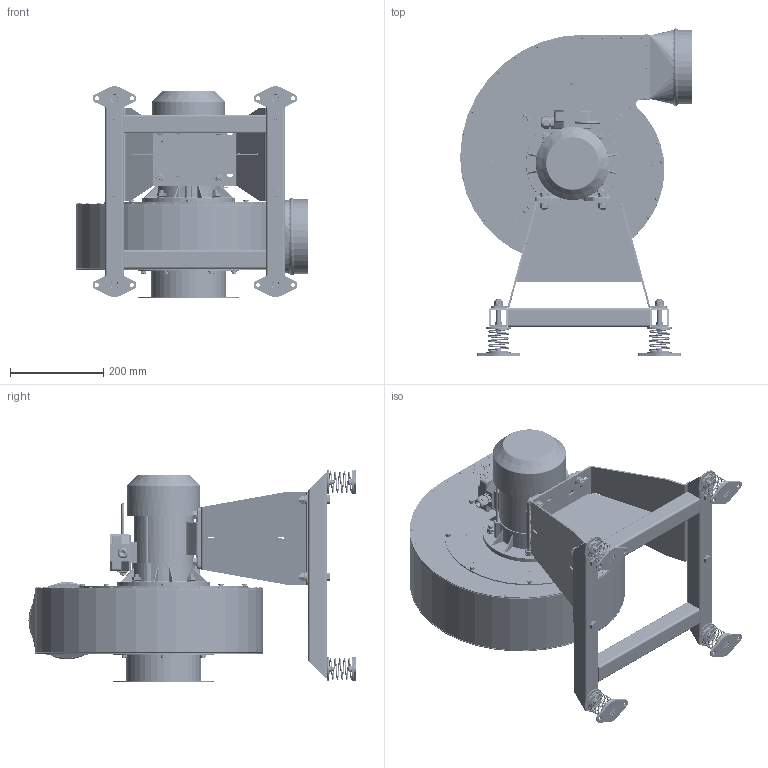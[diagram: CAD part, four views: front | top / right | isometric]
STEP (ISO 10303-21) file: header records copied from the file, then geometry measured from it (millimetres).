
FILE_DESCRIPTION(/* description */ ('801W04; 801W05 WPA-6-S-N'),/* implementation_level */ '2;1');
FILE_NAME(/* name */ '801W04; 801W05 WPA-6-S-N.stp',/* time_stamp */ '2022-05-09T14:14:02+02:00',/* author */ ('a.korpacki'),/* organization */ ('KLIMAWENT S.A.'),/* preprocessor_version */ 'ST-DEVELOPER v18.1',/* originating_system */ 'Autodesk Inventor 2021',/* authorisation */ '');
FILE_SCHEMA (('AUTOMOTIVE_DESIGN { 1 0 10303 214 3 1 1 }'));
Length unit declared in the file: millimetre
Bounding box: 496.38 x 700.63 x 453.5 mm (x, y, z)
Volume: 6358445.2 mm3; surface area: 3270574.2 mm2
Topology: 236 solids, 236 shells, 7506 faces, 18433 edges, 11885 vertices
Faces by surface type: plane 3614, cylinder 1886, bspline 1242, cone 409, torus 332, sphere 23
Full cylindrical faces by diameter (mm): 3 x24, 3.2 x70, 3.3 x6, 3.4 x42, 3.5 x78, 4 x8, 4.3 x8, 4.8 x3, 4.917 x15, 6 x28, 6.2 x6, 6.3 x2, 6.466 x4, 6.5 x84, 6.65 x8, 7 x12, 7.917 x8, 8 x24, 8.376 x12, 8.88 x21, 9 x16, 10 x20, 10.5 x12, 11 x12, 11.63 x4, 12 x5, 12.5 x1, 14 x8, 14.63 x12, 17 x1
Entity records: 251122 total; most frequent: CARTESIAN_POINT 70568, ORIENTED_EDGE 36766, DIRECTION 33369, EDGE_CURVE 18383, VERTEX_POINT 11885, AXIS2_PLACEMENT_3D 11859, LINE 9651, VECTOR 9651
